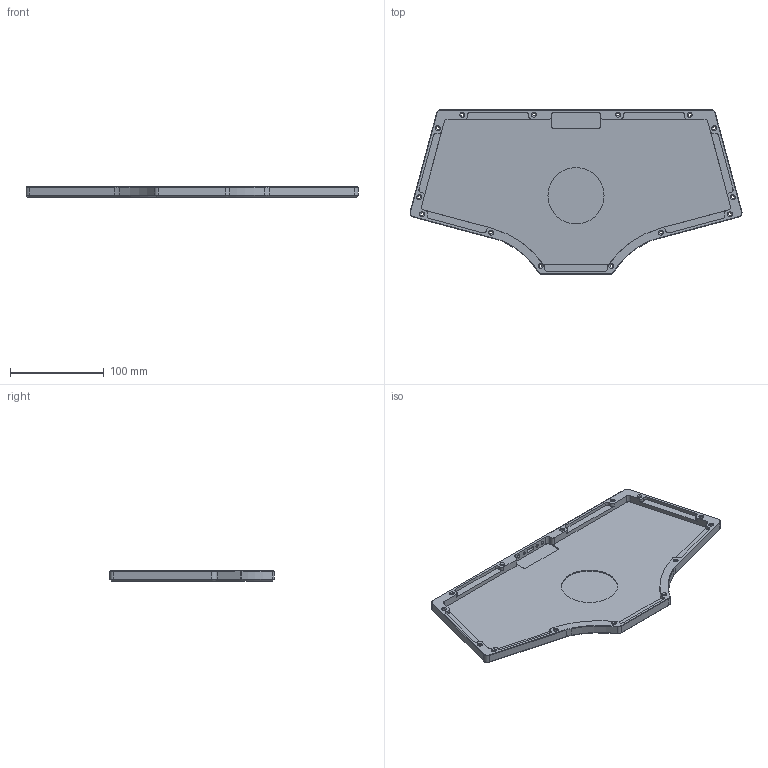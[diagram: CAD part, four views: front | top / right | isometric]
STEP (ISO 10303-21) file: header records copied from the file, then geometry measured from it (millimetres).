
FILE_DESCRIPTION(/* description */ (''),/* implementation_level */ '2;1');
FILE_NAME(/* name */ 'Case Bottom.step',/* time_stamp */ '2023-07-21T14:34:37+01:00',/* author */ (''),/* organization */ (''),/* preprocessor_version */ 'ST-DEVELOPER v19.2',/* originating_system */ 'Autodesk Translation Framework v12.6.0.85',/* authorisation */ '');
FILE_SCHEMA (('AUTOMOTIVE_DESIGN { 1 0 10303 214 3 1 1 }'));
Length unit declared in the file: millimetre
Products named in the file (1): Case Bottom
Bounding box: 354.44 x 176.04 x 11 mm (x, y, z)
Volume: 182135.6 mm3; surface area: 113603.2 mm2
Topology: 1 solids, 1 shells, 209 faces, 525 edges, 330 vertices
Faces by surface type: cylinder 83, plane 76, cone 50
Full cylindrical faces by diameter (mm): 3.2 x16, 3.7 x2, 12.2 x10, 60 x1
Entity records: 6368 total; most frequent: DIRECTION 1165, CARTESIAN_POINT 1065, ORIENTED_EDGE 1050, EDGE_CURVE 525, AXIS2_PLACEMENT_3D 430, VERTEX_POINT 330, LINE 305, VECTOR 305
